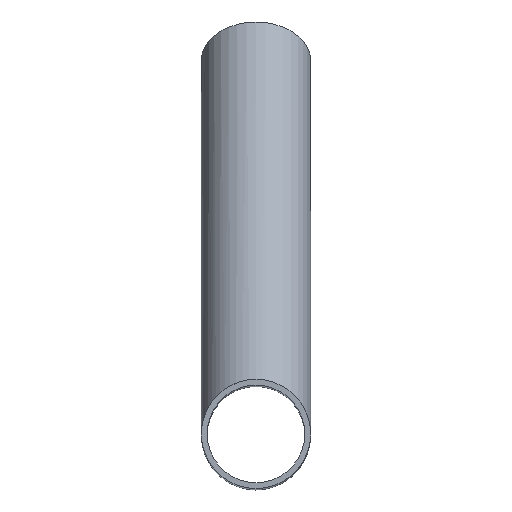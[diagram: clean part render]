
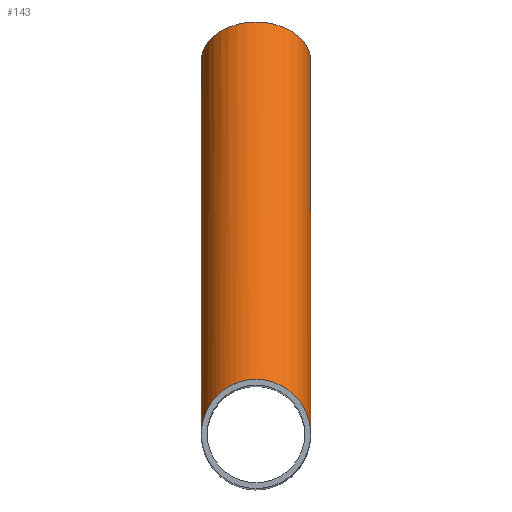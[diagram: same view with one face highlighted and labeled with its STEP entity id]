
A CAD part, top view. The second image highlights one B-rep face of the part: STEP entity #143.
In plain terms, the highlighted cylindrical face has radius 31.496 mm (diameter 62.992 mm), a full revolution.
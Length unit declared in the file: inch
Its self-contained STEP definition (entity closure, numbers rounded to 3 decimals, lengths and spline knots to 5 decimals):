
#14 = ORIENTED_EDGE ( 'NONE', *, *, #290, .F. ) ;
#15 = CARTESIAN_POINT ( 'NONE',  ( 1.24, 0., 0. ) ) ;
#17 = CARTESIAN_POINT ( 'NONE',  ( 0., 8.48528, -8.48528 ) ) ;
#19 = EDGE_LOOP ( 'NONE', ( #296 ) ) ;
#23 = DIRECTION ( 'NONE',  ( 0., 0.707, -0.707 ) ) ;
#42 = CYLINDRICAL_SURFACE ( 'NONE', #243, 1.24 ) ;
#51 = CARTESIAN_POINT ( 'NONE',  ( 1.24, 2.48, -5.98725 ) ) ;
#52 = DIRECTION ( 'NONE',  ( 0., 0.707, 0.707 ) ) ;
#55 = DIRECTION ( 'NONE',  ( 0., 0.707, 0.707 ) ) ;
#94 = CARTESIAN_POINT ( 'NONE',  ( 0., 0., 0. ) ) ;
#113 = EDGE_LOOP ( 'NONE', ( #327, #14 ) ) ;
#119 = CARTESIAN_POINT ( 'NONE',  ( -1.24, 0., 0. ) ) ;
#142 = EDGE_CURVE ( 'NONE', #393, #393, #184, .T. ) ;
#143 = ADVANCED_FACE ( 'NONE', ( #302, #169 ), #42, .T. ) ;
#169 = FACE_OUTER_BOUND ( 'NONE', #19, .T. ) ;
#175 = AXIS2_PLACEMENT_3D ( 'NONE', #17, #257, #52 ) ;
#178 = EDGE_CURVE ( 'NONE', #220, #247, #271, .T. ) ;
#182 = CARTESIAN_POINT ( 'NONE',  ( 0., 9.36209, -7.60847 ) ) ;
#184 = CIRCLE ( 'NONE', #175, 1.24 ) ;
#188 = CARTESIAN_POINT ( 'NONE',  ( 1.24, 0., 0. ) ) ;
#218 = CARTESIAN_POINT ( 'NONE',  ( 1.24, 0., 0. ) ) ;
#219 = CARTESIAN_POINT ( 'NONE',  ( -1.24, 0., 0. ) ) ;
#220 = VERTEX_POINT ( 'NONE', #219 ) ;
#222 = CARTESIAN_POINT ( 'NONE',  ( -1.24, 0., 0. ) ) ;
#243 = AXIS2_PLACEMENT_3D ( 'NONE', #94, #23, #55 ) ;
#247 = VERTEX_POINT ( 'NONE', #218 ) ;
#256 = CARTESIAN_POINT ( 'NONE',  ( -1.24, 2.48, -5.98725 ) ) ;
#257 = DIRECTION ( 'NONE',  ( 0., -0.707, 0.707 ) ) ;
#271 =( BOUNDED_CURVE ( )  B_SPLINE_CURVE ( 3, ( #222, #256, #51, #188 ),
 .UNSPECIFIED., .F., .T. ) 
 B_SPLINE_CURVE_WITH_KNOTS ( ( 4, 4 ),
 ( 4.71239, 7.85398 ),
 .UNSPECIFIED. ) 
 CURVE ( )  GEOMETRIC_REPRESENTATION_ITEM ( )  RATIONAL_B_SPLINE_CURVE ( ( 1., 0.333, 0.333, 1. ) ) 
 REPRESENTATION_ITEM ( '' )  );
#290 = EDGE_CURVE ( 'NONE', #247, #220, #303, .T. ) ;
#296 = ORIENTED_EDGE ( 'NONE', *, *, #142, .T. ) ;
#302 = FACE_OUTER_BOUND ( 'NONE', #113, .T. ) ;
#303 =( BOUNDED_CURVE ( )  B_SPLINE_CURVE ( 3, ( #15, #343, #340, #119 ),
 .UNSPECIFIED., .F., .T. ) 
 B_SPLINE_CURVE_WITH_KNOTS ( ( 4, 4 ),
 ( 4.71239, 7.85398 ),
 .UNSPECIFIED. ) 
 CURVE ( )  GEOMETRIC_REPRESENTATION_ITEM ( )  RATIONAL_B_SPLINE_CURVE ( ( 1., 0.333, 0.333, 1. ) ) 
 REPRESENTATION_ITEM ( '' )  );
#327 = ORIENTED_EDGE ( 'NONE', *, *, #178, .F. ) ;
#340 = CARTESIAN_POINT ( 'NONE',  ( -1.24, 2.48, 1.02725 ) ) ;
#343 = CARTESIAN_POINT ( 'NONE',  ( 1.24, 2.48, 1.02725 ) ) ;
#393 = VERTEX_POINT ( 'NONE', #182 ) ;
